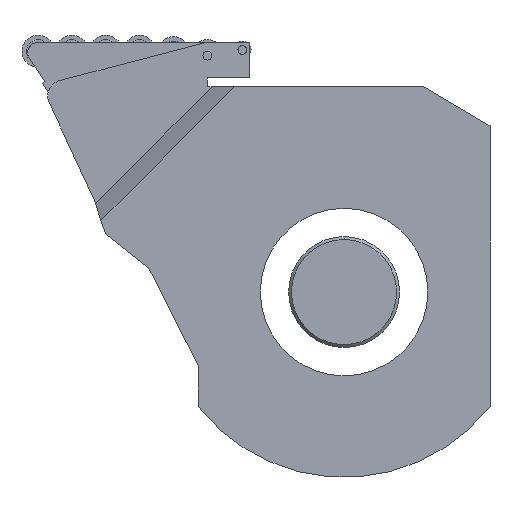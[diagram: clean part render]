
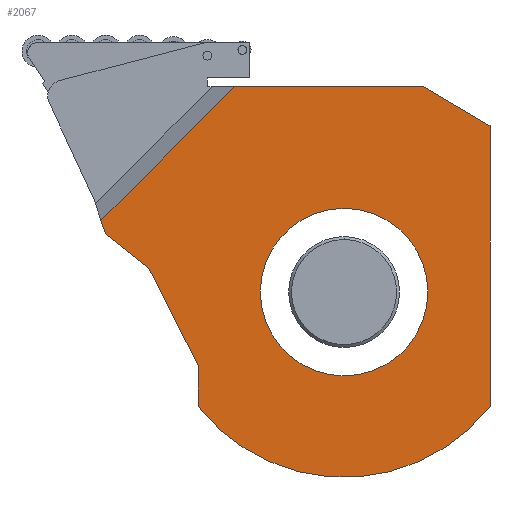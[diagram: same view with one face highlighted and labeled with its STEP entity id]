
A CAD part, front view. The second image highlights one B-rep face of the part: STEP entity #2067.
In plain terms, the highlighted planar face has unit normal (0, -1, 0).
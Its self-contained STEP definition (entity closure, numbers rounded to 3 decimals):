
#2067=ADVANCED_FACE('',(#4378,#4379),#4380,.T.);
#4378=FACE_OUTER_BOUND('',#6734,.T.);
#4379=FACE_BOUND('',#6735,.T.);
#4380=PLANE('',#6736);
#6734=EDGE_LOOP('',(#12339,#12340,#12341,#12342,#12343,#12344,#12345,#12346,#12347));
#6735=EDGE_LOOP('',(#12348,#12349));
#6736=AXIS2_PLACEMENT_3D('',#12350,#12351,#12352);
#12339=ORIENTED_EDGE('',*,*,#14838,.T.);
#12340=ORIENTED_EDGE('',*,*,#14839,.T.);
#12341=ORIENTED_EDGE('',*,*,#14840,.T.);
#12342=ORIENTED_EDGE('',*,*,#14841,.T.);
#12343=ORIENTED_EDGE('',*,*,#14842,.T.);
#12344=ORIENTED_EDGE('',*,*,#14809,.T.);
#12345=ORIENTED_EDGE('',*,*,#14819,.F.);
#12346=ORIENTED_EDGE('',*,*,#14843,.F.);
#12347=ORIENTED_EDGE('',*,*,#14832,.F.);
#12348=ORIENTED_EDGE('',*,*,#12802,.F.);
#12349=ORIENTED_EDGE('',*,*,#14844,.F.);
#12350=CARTESIAN_POINT('',(-257.0,-62.,-88.191));
#12351=DIRECTION('',(0.,-1.0,0.));
#12352=DIRECTION('',(-1.0,0.,0.0));
#12802=EDGE_CURVE('',#15064,#15067,#15068,.T.);
#14809=EDGE_CURVE('',#17990,#17988,#17991,.T.);
#14819=EDGE_CURVE('',#18000,#17988,#18002,.T.);
#14832=EDGE_CURVE('',#18022,#18023,#18024,.T.);
#14838=EDGE_CURVE('',#18022,#18030,#18031,.T.);
#14839=EDGE_CURVE('',#18030,#18032,#18033,.T.);
#14840=EDGE_CURVE('',#18032,#18034,#18035,.T.);
#14841=EDGE_CURVE('',#18034,#18036,#18037,.T.);
#14842=EDGE_CURVE('',#18036,#17990,#18038,.T.);
#14843=EDGE_CURVE('',#18023,#18000,#18039,.T.);
#14844=EDGE_CURVE('',#15067,#15064,#18040,.T.);
#15064=VERTEX_POINT('',#18310);
#15067=VERTEX_POINT('',#18314);
#15068=CIRCLE('',#18315,28.7);
#17988=VERTEX_POINT('',#21747);
#17990=VERTEX_POINT('',#21750);
#17991=LINE('',#21751,#21752);
#18000=VERTEX_POINT('',#21766);
#18002=LINE('',#21769,#21770);
#18022=VERTEX_POINT('',#21798);
#18023=VERTEX_POINT('',#21799);
#18024=LINE('',#21800,#21801);
#18030=VERTEX_POINT('',#21811);
#18031=LINE('',#21812,#21813);
#18032=VERTEX_POINT('',#21814);
#18033=LINE('',#21815,#21816);
#18034=VERTEX_POINT('',#21817);
#18035=LINE('',#21818,#21819);
#18036=VERTEX_POINT('',#21820);
#18037=CIRCLE('',#21821,63.5);
#18038=LINE('',#21822,#21823);
#18039=LINE('',#21824,#21825);
#18040=CIRCLE('',#21826,28.7);
#18310=CARTESIAN_POINT('',(-228.3,-62.,-88.191));
#18314=CARTESIAN_POINT('',(-285.7,-62.,-88.191));
#18315=AXIS2_PLACEMENT_3D('',#22115,#22116,#22117);
#21747=CARTESIAN_POINT('',(-229.675,-62.,-17.791));
#21750=CARTESIAN_POINT('',(-207.0,-62.,-31.215));
#21751=CARTESIAN_POINT('',(-207.0,-62.,-31.215));
#21752=VECTOR('',#25193,26.351);
#21766=CARTESIAN_POINT('',(-294.494,-62.,-17.791));
#21769=CARTESIAN_POINT('',(-294.494,-62.,-17.791));
#21770=VECTOR('',#25200,64.819);
#21798=CARTESIAN_POINT('',(-338.796,-62.,-68.191));
#21799=CARTESIAN_POINT('',(-340.317,-62.,-63.614));
#21800=CARTESIAN_POINT('',(-338.796,-62.,-68.191));
#21801=VECTOR('',#25215,4.823);
#21811=CARTESIAN_POINT('',(-323.859,-62.,-79.949));
#21812=CARTESIAN_POINT('',(-338.796,-62.,-68.191));
#21813=VECTOR('',#25220,19.009);
#21814=CARTESIAN_POINT('',(-307.0,-62.,-113.385));
#21815=CARTESIAN_POINT('',(-323.859,-62.,-79.949));
#21816=VECTOR('',#25221,37.446);
#21817=CARTESIAN_POINT('',(-307.0,-62.,-127.335));
#21818=CARTESIAN_POINT('',(-307.0,-62.,-113.385));
#21819=VECTOR('',#25222,13.95);
#21820=CARTESIAN_POINT('',(-207.0,-62.,-127.335));
#21821=AXIS2_PLACEMENT_3D('',#25223,#25224,#25225);
#21822=CARTESIAN_POINT('',(-207.0,-62.,-96.833));
#21823=VECTOR('',#25226,96.12);
#21824=CARTESIAN_POINT('',(-340.317,-62.,-63.614));
#21825=VECTOR('',#25227,64.804);
#21826=AXIS2_PLACEMENT_3D('',#25228,#25229,#25230);
#22115=CARTESIAN_POINT('',(-257.0,-62.,-88.191));
#22116=DIRECTION('',(0.,-1.0,0.));
#22117=DIRECTION('',(1.0,0.,0.0));
#25193=DIRECTION('',(-0.861,0.,0.509));
#25200=DIRECTION('',(1.0,0.,0.0));
#25215=DIRECTION('',(-0.315,0.,0.949));
#25220=DIRECTION('',(0.786,0.,-0.619));
#25221=DIRECTION('',(0.45,0.,-0.893));
#25222=DIRECTION('',(0.,0.,-1.0));
#25223=CARTESIAN_POINT('',(-257.0,-62.,-88.191));
#25224=DIRECTION('',(0.,-1.0,0.));
#25225=DIRECTION('',(-0.787,0.,-0.616));
#25226=DIRECTION('',(0.,0.,1.0));
#25227=DIRECTION('',(0.707,0.,0.707));
#25228=CARTESIAN_POINT('',(-257.0,-62.,-88.191));
#25229=DIRECTION('',(0.,-1.0,0.));
#25230=DIRECTION('',(1.0,0.,0.0));
